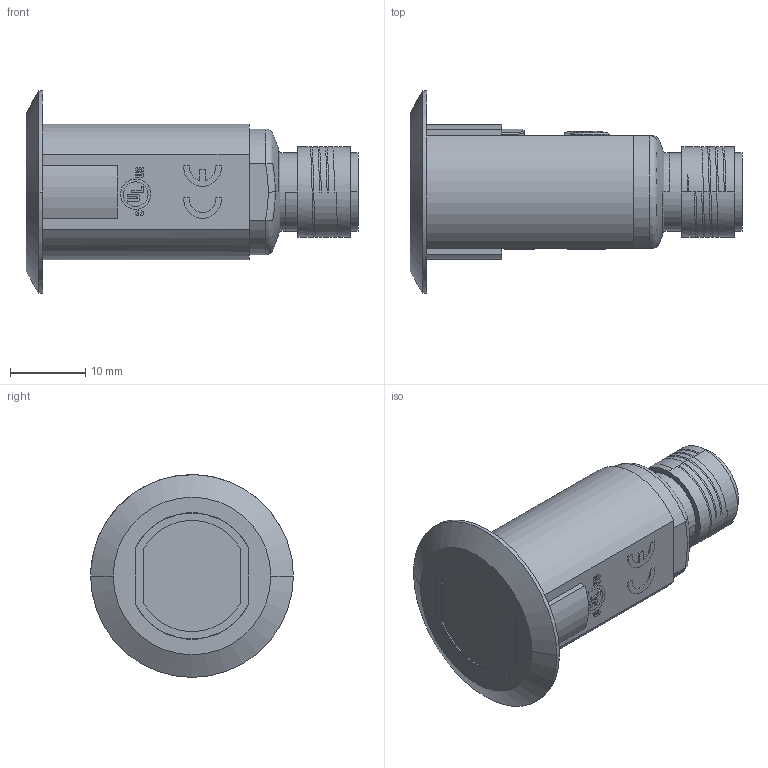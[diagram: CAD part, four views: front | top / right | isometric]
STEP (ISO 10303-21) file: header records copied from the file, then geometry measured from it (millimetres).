
FILE_DESCRIPTION((''),'2;1');
FILE_NAME('GLV18--PL_ASM','2007-01-08T',('Pepperl+Fuchs'),('Industriehansa'),'PRO/ENGINEER BY PARAMETRIC TECHNOLOGY CORPORATION, 2005290','PRO/ENGINEER BY PARAMETRIC TECHNOLOGY CORPORATION, 2005290','');
FILE_SCHEMA(('AUTOMOTIVE_DESIGN_CC2 { 1 2 10303 214 -1 1 5 2 }'));
Length unit declared in the file: millimetre
Products named in the file (6): MSBR-8SOCBPL; MSBR-1PL; MSBR-7PL; PRT0004PL; PRT0006PL; GLV18--PL_ASM
Assembly tree (8 placements, depth 2):
  GLV18--PL_ASM
    MSBR-8SOCBPL
    MSBR-1PL
    MSBR-7PL
    PRT0004PL
    PRT0006PL  x4
Bounding box: 44.2 x 27 x 27 mm (x, y, z)
Volume: 9269 mm3; surface area: 5178.5 mm2
Topology: 8 solids, 8 shells, 267 faces, 1034 edges, 821 vertices
Faces by surface type: plane 196, cylinder 53, bspline 8, cone 6, sphere 2, torus 2
Entity records: 12171 total; most frequent: CARTESIAN_POINT 2851, DIRECTION 1519, ORIENTED_EDGE 1456, EDGE_CURVE 728, VECTOR 709, LINE 709, VERTEX_POINT 498, AXIS2_PLACEMENT_3D 405
